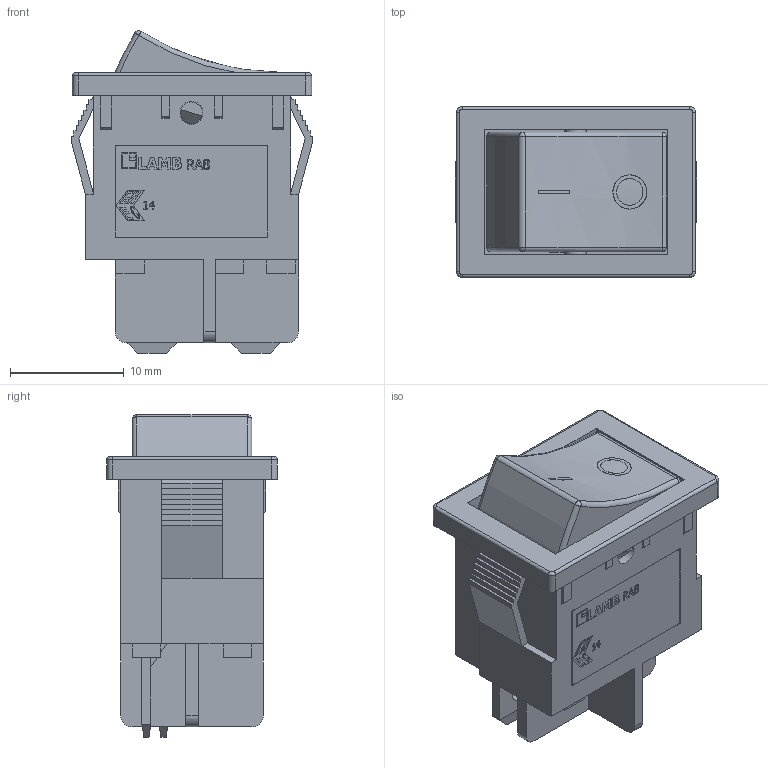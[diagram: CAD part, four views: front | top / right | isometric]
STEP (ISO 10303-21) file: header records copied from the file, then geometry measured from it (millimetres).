
FILE_DESCRIPTION(/* description */ (''),/* implementation_level */ '2;1');
FILE_NAME(/* name */ 'RA811Cxxx1.stp',/* time_stamp */ '2022-11-01T14:10:41-05:00',/* author */ ('mroman'),/* organization */ (''),/* preprocessor_version */ 'ST-DEVELOPER v18.1',/* originating_system */ 'Autodesk Inventor 2020',/* authorisation */ '');
FILE_SCHEMA (('AUTOMOTIVE_DESIGN { 1 0 10303 214 3 1 1 }'));
Length unit declared in the file: millimetre
Products named in the file (1): RA811Cxxx1
Bounding box: 21.2 x 15 x 28.3 mm (x, y, z)
Volume: 2567.2 mm3; surface area: 4197.2 mm2
Topology: 2 solids, 2 shells, 501 faces, 1366 edges, 892 vertices
Faces by surface type: plane 407, bspline 49, cylinder 33, torus 6, sphere 4, cone 2
Full cylindrical faces by diameter (mm): 1.6 x2, 2 x2
Entity records: 17960 total; most frequent: CARTESIAN_POINT 5481, ORIENTED_EDGE 2732, DIRECTION 2270, EDGE_CURVE 1366, LINE 1180, VECTOR 1180, VERTEX_POINT 892, AXIS2_PLACEMENT_3D 545
